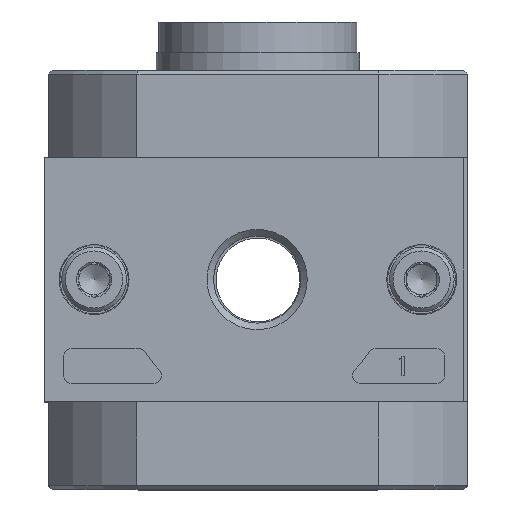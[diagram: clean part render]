
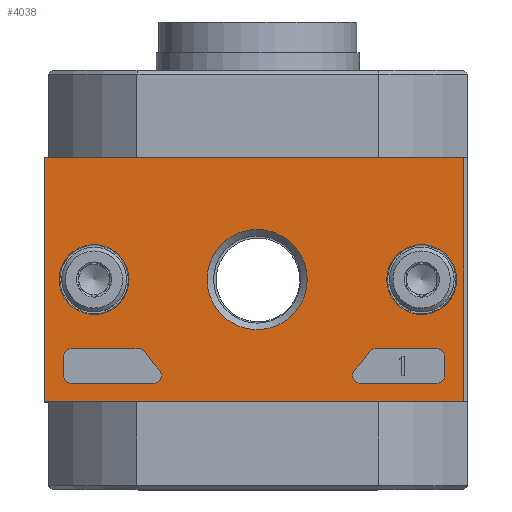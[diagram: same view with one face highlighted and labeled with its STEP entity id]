
A CAD part, top view. The second image highlights one B-rep face of the part: STEP entity #4038.
In plain terms, the highlighted face is planar.
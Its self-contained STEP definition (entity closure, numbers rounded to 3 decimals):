
#370=CIRCLE('',#4443,4.587);
#371=CIRCLE('',#4444,4.587);
#372=CIRCLE('',#4445,6.579);
#373=CIRCLE('',#4446,1.);
#374=CIRCLE('',#4447,1.);
#375=CIRCLE('',#4448,1.);
#376=CIRCLE('',#4449,17.5);
#377=CIRCLE('',#4450,1.);
#378=CIRCLE('',#4451,1.);
#379=CIRCLE('',#4452,17.5);
#380=CIRCLE('',#4453,1.);
#381=CIRCLE('',#4454,1.);
#382=CIRCLE('',#4455,1.);
#1004=ORIENTED_EDGE('',*,*,#1617,.F.);
#1005=ORIENTED_EDGE('',*,*,#1618,.F.);
#1006=ORIENTED_EDGE('',*,*,#1619,.F.);
#1007=ORIENTED_EDGE('',*,*,#1620,.F.);
#1008=ORIENTED_EDGE('',*,*,#1621,.T.);
#1009=ORIENTED_EDGE('',*,*,#1622,.T.);
#1010=ORIENTED_EDGE('',*,*,#1623,.T.);
#1011=ORIENTED_EDGE('',*,*,#1624,.T.);
#1012=ORIENTED_EDGE('',*,*,#1625,.T.);
#1013=ORIENTED_EDGE('',*,*,#1626,.T.);
#1014=ORIENTED_EDGE('',*,*,#1627,.T.);
#1015=ORIENTED_EDGE('',*,*,#1628,.T.);
#1016=ORIENTED_EDGE('',*,*,#1629,.F.);
#1017=ORIENTED_EDGE('',*,*,#1630,.T.);
#1018=ORIENTED_EDGE('',*,*,#1631,.T.);
#1019=ORIENTED_EDGE('',*,*,#1632,.T.);
#1020=ORIENTED_EDGE('',*,*,#1633,.F.);
#1021=ORIENTED_EDGE('',*,*,#1634,.T.);
#1022=ORIENTED_EDGE('',*,*,#1635,.T.);
#1023=ORIENTED_EDGE('',*,*,#1636,.T.);
#1024=ORIENTED_EDGE('',*,*,#1637,.T.);
#1025=ORIENTED_EDGE('',*,*,#1638,.T.);
#1026=ORIENTED_EDGE('',*,*,#1639,.T.);
#1617=EDGE_CURVE('',#1987,#1988,#2242,.T.);
#1618=EDGE_CURVE('',#1989,#1987,#2243,.T.);
#1619=EDGE_CURVE('',#1990,#1989,#2244,.T.);
#1620=EDGE_CURVE('',#1988,#1990,#2245,.T.);
#1621=EDGE_CURVE('',#1991,#1991,#370,.T.);
#1622=EDGE_CURVE('',#1992,#1992,#371,.T.);
#1623=EDGE_CURVE('',#1993,#1993,#372,.T.);
#1624=EDGE_CURVE('',#1994,#1995,#373,.T.);
#1625=EDGE_CURVE('',#1995,#1996,#2246,.T.);
#1626=EDGE_CURVE('',#1996,#1997,#374,.T.);
#1627=EDGE_CURVE('',#1997,#1998,#2247,.T.);
#1628=EDGE_CURVE('',#1998,#1999,#375,.T.);
#1629=EDGE_CURVE('',#2000,#1999,#376,.T.);
#1630=EDGE_CURVE('',#2000,#2001,#377,.T.);
#1631=EDGE_CURVE('',#2001,#1994,#2248,.T.);
#1632=EDGE_CURVE('',#2002,#2003,#378,.T.);
#1633=EDGE_CURVE('',#2004,#2003,#379,.T.);
#1634=EDGE_CURVE('',#2004,#2005,#380,.T.);
#1635=EDGE_CURVE('',#2005,#2006,#2249,.T.);
#1636=EDGE_CURVE('',#2006,#2007,#381,.T.);
#1637=EDGE_CURVE('',#2007,#2008,#2250,.T.);
#1638=EDGE_CURVE('',#2008,#2009,#382,.T.);
#1639=EDGE_CURVE('',#2009,#2002,#2251,.T.);
#1987=VERTEX_POINT('',#6465);
#1988=VERTEX_POINT('',#6466);
#1989=VERTEX_POINT('',#6468);
#1990=VERTEX_POINT('',#6470);
#1991=VERTEX_POINT('',#6473);
#1992=VERTEX_POINT('',#6475);
#1993=VERTEX_POINT('',#6477);
#1994=VERTEX_POINT('',#6479);
#1995=VERTEX_POINT('',#6480);
#1996=VERTEX_POINT('',#6482);
#1997=VERTEX_POINT('',#6484);
#1998=VERTEX_POINT('',#6486);
#1999=VERTEX_POINT('',#6488);
#2000=VERTEX_POINT('',#6490);
#2001=VERTEX_POINT('',#6492);
#2002=VERTEX_POINT('',#6495);
#2003=VERTEX_POINT('',#6496);
#2004=VERTEX_POINT('',#6498);
#2005=VERTEX_POINT('',#6500);
#2006=VERTEX_POINT('',#6502);
#2007=VERTEX_POINT('',#6504);
#2008=VERTEX_POINT('',#6506);
#2009=VERTEX_POINT('',#6508);
#2242=LINE('',#6464,#2463);
#2243=LINE('',#6467,#2464);
#2244=LINE('',#6469,#2465);
#2245=LINE('',#6471,#2466);
#2246=LINE('',#6481,#2467);
#2247=LINE('',#6485,#2468);
#2248=LINE('',#6493,#2469);
#2249=LINE('',#6501,#2470);
#2250=LINE('',#6505,#2471);
#2251=LINE('',#6509,#2472);
#2463=VECTOR('',#5312,1000.);
#2464=VECTOR('',#5313,1000.);
#2465=VECTOR('',#5314,1000.);
#2466=VECTOR('',#5315,1000.);
#2467=VECTOR('',#5324,1000.);
#2468=VECTOR('',#5327,1000.);
#2469=VECTOR('',#5334,1000.);
#2470=VECTOR('',#5341,1000.);
#2471=VECTOR('',#5344,1000.);
#2472=VECTOR('',#5347,1000.);
#2787=EDGE_LOOP('',(#1004,#1005,#1006,#1007));
#2788=EDGE_LOOP('',(#1008));
#2789=EDGE_LOOP('',(#1009));
#2790=EDGE_LOOP('',(#1010));
#2791=EDGE_LOOP('',(#1011,#1012,#1013,#1014,#1015,#1016,#1017,#1018));
#2792=EDGE_LOOP('',(#1019,#1020,#1021,#1022,#1023,#1024,#1025,#1026));
#3150=FACE_BOUND('',#2787,.T.);
#3151=FACE_BOUND('',#2788,.T.);
#3152=FACE_BOUND('',#2789,.T.);
#3153=FACE_BOUND('',#2790,.T.);
#3154=FACE_BOUND('',#2791,.T.);
#3155=FACE_BOUND('',#2792,.T.);
#3350=PLANE('',#4442);
#4038=ADVANCED_FACE('',(#3150,#3151,#3152,#3153,#3154,#3155),#3350,.F.);
#4442=AXIS2_PLACEMENT_3D('',#6463,#5310,#5311);
#4443=AXIS2_PLACEMENT_3D('',#6472,#5316,#5317);
#4444=AXIS2_PLACEMENT_3D('',#6474,#5318,#5319);
#4445=AXIS2_PLACEMENT_3D('',#6476,#5320,#5321);
#4446=AXIS2_PLACEMENT_3D('',#6478,#5322,#5323);
#4447=AXIS2_PLACEMENT_3D('',#6483,#5325,#5326);
#4448=AXIS2_PLACEMENT_3D('',#6487,#5328,#5329);
#4449=AXIS2_PLACEMENT_3D('',#6489,#5330,#5331);
#4450=AXIS2_PLACEMENT_3D('',#6491,#5332,#5333);
#4451=AXIS2_PLACEMENT_3D('',#6494,#5335,#5336);
#4452=AXIS2_PLACEMENT_3D('',#6497,#5337,#5338);
#4453=AXIS2_PLACEMENT_3D('',#6499,#5339,#5340);
#4454=AXIS2_PLACEMENT_3D('',#6503,#5342,#5343);
#4455=AXIS2_PLACEMENT_3D('',#6507,#5345,#5346);
#5310=DIRECTION('',(0.,0.,1.));
#5311=DIRECTION('',(1.,0.,0.));
#5312=DIRECTION('',(0.,-1.,0.));
#5313=DIRECTION('',(-1.,0.,0.));
#5314=DIRECTION('',(0.,1.,0.));
#5315=DIRECTION('',(1.,0.,0.));
#5316=DIRECTION('',(0.,0.,1.));
#5317=DIRECTION('',(1.,0.,0.));
#5318=DIRECTION('',(0.,0.,1.));
#5319=DIRECTION('',(1.,0.,0.));
#5320=DIRECTION('',(0.,0.,1.));
#5321=DIRECTION('',(1.,0.,0.));
#5322=DIRECTION('',(0.,0.,1.));
#5323=DIRECTION('',(1.,0.,0.));
#5324=DIRECTION('',(0.,-1.,0.));
#5325=DIRECTION('',(0.,0.,1.));
#5326=DIRECTION('',(1.,0.,0.));
#5327=DIRECTION('',(1.,0.,0.));
#5328=DIRECTION('',(0.,0.,1.));
#5329=DIRECTION('',(1.,0.,0.));
#5330=DIRECTION('',(0.,0.,1.));
#5331=DIRECTION('',(1.,0.,0.));
#5332=DIRECTION('',(0.,0.,1.));
#5333=DIRECTION('',(1.,0.,0.));
#5334=DIRECTION('',(-1.,0.,0.));
#5335=DIRECTION('',(0.,0.,1.));
#5336=DIRECTION('',(1.,0.,0.));
#5337=DIRECTION('',(0.,0.,1.));
#5338=DIRECTION('',(1.,0.,0.));
#5339=DIRECTION('',(0.,0.,1.));
#5340=DIRECTION('',(1.,0.,0.));
#5341=DIRECTION('',(1.,0.,0.));
#5342=DIRECTION('',(0.,0.,1.));
#5343=DIRECTION('',(1.,0.,0.));
#5344=DIRECTION('',(0.,1.,0.));
#5345=DIRECTION('',(0.,0.,1.));
#5346=DIRECTION('',(1.,0.,0.));
#5347=DIRECTION('',(-1.,0.,0.));
#6463=CARTESIAN_POINT('',(0.,0.,-7.5));
#6464=CARTESIAN_POINT('',(-27.5,16.,-7.5));
#6465=CARTESIAN_POINT('',(-27.5,16.,-7.5));
#6466=CARTESIAN_POINT('',(-27.5,-16.,-7.5));
#6467=CARTESIAN_POINT('',(27.5,16.,-7.5));
#6468=CARTESIAN_POINT('',(27.5,16.,-7.5));
#6469=CARTESIAN_POINT('',(27.5,-16.,-7.5));
#6470=CARTESIAN_POINT('',(27.5,-16.,-7.5));
#6471=CARTESIAN_POINT('',(-27.5,-16.,-7.5));
#6472=CARTESIAN_POINT('',(21.,0.,-7.5));
#6473=CARTESIAN_POINT('',(25.587,0.,-7.5));
#6474=CARTESIAN_POINT('',(-22.,0.,-7.5));
#6475=CARTESIAN_POINT('',(-17.413,0.,-7.5));
#6476=CARTESIAN_POINT('',(-0.4,0.,-7.5));
#6477=CARTESIAN_POINT('',(6.179,0.,-7.5));
#6478=CARTESIAN_POINT('',(-24.,-10.1,-7.5));
#6479=CARTESIAN_POINT('',(-24.,-9.1,-7.5));
#6480=CARTESIAN_POINT('',(-25.,-10.1,-7.5));
#6481=CARTESIAN_POINT('',(-25.,-10.1,-7.5));
#6482=CARTESIAN_POINT('',(-25.,-12.6,-7.5));
#6483=CARTESIAN_POINT('',(-24.,-12.6,-7.5));
#6484=CARTESIAN_POINT('',(-24.,-13.6,-7.5));
#6485=CARTESIAN_POINT('',(-24.,-13.6,-7.5));
#6486=CARTESIAN_POINT('',(-13.946,-13.6,-7.5));
#6487=CARTESIAN_POINT('',(-13.946,-12.6,-7.5));
#6488=CARTESIAN_POINT('',(-13.214,-11.919,-7.5));
#6489=CARTESIAN_POINT('',(-0.4,0.,-7.5));
#6490=CARTESIAN_POINT('',(-15.062,-9.554,-7.5));
#6491=CARTESIAN_POINT('',(-15.9,-10.1,-7.5));
#6492=CARTESIAN_POINT('',(-15.9,-9.1,-7.5));
#6493=CARTESIAN_POINT('',(-15.9,-9.1,-7.5));
#6494=CARTESIAN_POINT('',(15.1,-10.1,-7.5));
#6495=CARTESIAN_POINT('',(15.1,-9.1,-7.5));
#6496=CARTESIAN_POINT('',(14.262,-9.554,-7.5));
#6497=CARTESIAN_POINT('',(-0.4,0.,-7.5));
#6498=CARTESIAN_POINT('',(12.414,-11.919,-7.5));
#6499=CARTESIAN_POINT('',(13.146,-12.6,-7.5));
#6500=CARTESIAN_POINT('',(13.146,-13.6,-7.5));
#6501=CARTESIAN_POINT('',(13.146,-13.6,-7.5));
#6502=CARTESIAN_POINT('',(24.,-13.6,-7.5));
#6503=CARTESIAN_POINT('',(24.,-12.6,-7.5));
#6504=CARTESIAN_POINT('',(25.,-12.6,-7.5));
#6505=CARTESIAN_POINT('',(25.,-12.6,-7.5));
#6506=CARTESIAN_POINT('',(25.,-10.1,-7.5));
#6507=CARTESIAN_POINT('',(24.,-10.1,-7.5));
#6508=CARTESIAN_POINT('',(24.,-9.1,-7.5));
#6509=CARTESIAN_POINT('',(24.,-9.1,-7.5));
